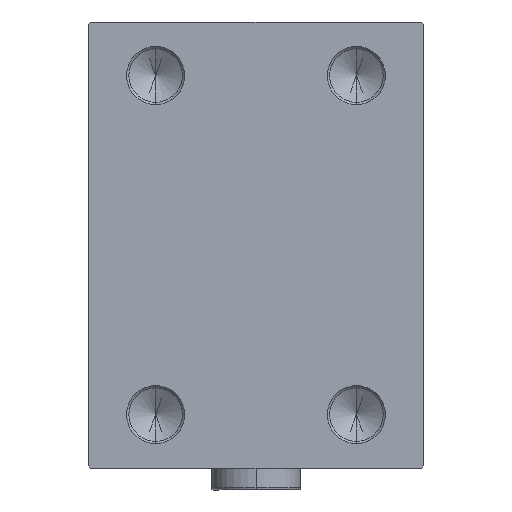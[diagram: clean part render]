
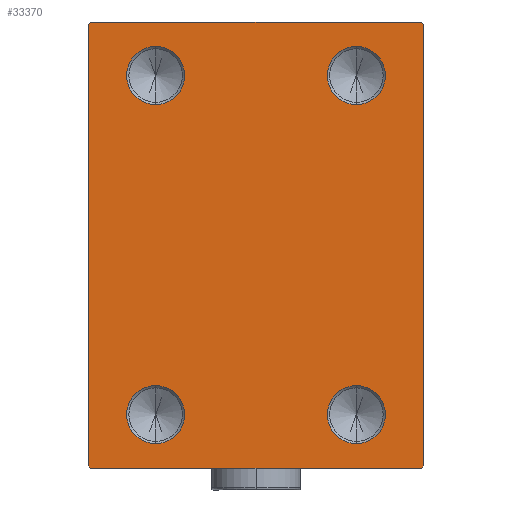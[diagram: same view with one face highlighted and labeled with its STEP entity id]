
A CAD part, left-side view. The second image highlights one B-rep face of the part: STEP entity #33370.
In plain terms, the highlighted face is planar.
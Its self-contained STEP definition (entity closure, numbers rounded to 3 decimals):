
#483 = CARTESIAN_POINT ( 'NONE',  ( 98., -37.5, 49.5 ) ) ;
#957 = AXIS2_PLACEMENT_3D ( 'NONE', #3909, #39250, #7190 ) ;
#1244 = CARTESIAN_POINT ( 'NONE',  ( 98., 22.5, -31.5 ) ) ;
#1281 = CARTESIAN_POINT ( 'NONE',  ( 98., 43.5, -43.5 ) ) ;
#1660 = DIRECTION ( 'NONE',  ( 1., 0., 0. ) ) ;
#2168 = ORIENTED_EDGE ( 'NONE', *, *, #41314, .F. ) ;
#2805 = ORIENTED_EDGE ( 'NONE', *, *, #42870, .T. ) ;
#2878 = LINE ( 'NONE', #45457, #17787 ) ;
#2889 = CARTESIAN_POINT ( 'NONE',  ( 98., 37.5, -49.5 ) ) ;
#3909 = CARTESIAN_POINT ( 'NONE',  ( 98., 22.5, 38. ) ) ;
#4442 = AXIS2_PLACEMENT_3D ( 'NONE', #36469, #32501, #25932 ) ;
#4781 = ORIENTED_EDGE ( 'NONE', *, *, #44402, .T. ) ;
#4861 = FACE_BOUND ( 'NONE', #35694, .T. ) ;
#5086 = EDGE_CURVE ( 'NONE', #15630, #29400, #26096, .T. ) ;
#5110 = DIRECTION ( 'NONE',  ( 0., 0.707, -0.707 ) ) ;
#5631 = DIRECTION ( 'NONE',  ( 1., 0., 0. ) ) ;
#6234 = VECTOR ( 'NONE', #35518, 1000. ) ;
#6258 = CARTESIAN_POINT ( 'NONE',  ( 98., -37.5, -49.5 ) ) ;
#7022 = CIRCLE ( 'NONE', #18962, 6.5 ) ;
#7083 = VECTOR ( 'NONE', #37488, 1000. ) ;
#7190 = DIRECTION ( 'NONE',  ( 0., 0., -1. ) ) ;
#7297 = DIRECTION ( 'NONE',  ( 0., 0., -1. ) ) ;
#8091 = ORIENTED_EDGE ( 'NONE', *, *, #28576, .T. ) ;
#8152 = CARTESIAN_POINT ( 'NONE',  ( 98., -22.5, -31.5 ) ) ;
#8285 = DIRECTION ( 'NONE',  ( 0., 1., 0. ) ) ;
#8562 = AXIS2_PLACEMENT_3D ( 'NONE', #19887, #5631, #30427 ) ;
#8671 = CARTESIAN_POINT ( 'NONE',  ( 98., -22.5, 31.5 ) ) ;
#8938 = CARTESIAN_POINT ( 'NONE',  ( 98., -37.5, 50. ) ) ;
#9034 = VERTEX_POINT ( 'NONE', #2889 ) ;
#9038 = EDGE_CURVE ( 'NONE', #9034, #14263, #31431, .T. ) ;
#10688 = AXIS2_PLACEMENT_3D ( 'NONE', #23633, #34409, #24323 ) ;
#10780 = DIRECTION ( 'NONE',  ( 1., 0., 0. ) ) ;
#11034 = VERTEX_POINT ( 'NONE', #8152 ) ;
#11206 = VERTEX_POINT ( 'NONE', #1244 ) ;
#11335 = LINE ( 'NONE', #18345, #39730 ) ;
#11635 = EDGE_CURVE ( 'NONE', #23306, #11206, #7022, .T. ) ;
#11872 = FACE_BOUND ( 'NONE', #13760, .T. ) ;
#12176 = CARTESIAN_POINT ( 'NONE',  ( 98., -22.5, 38. ) ) ;
#12622 = VECTOR ( 'NONE', #41054, 1000. ) ;
#12783 = EDGE_CURVE ( 'NONE', #11034, #42110, #42947, .T. ) ;
#13760 = EDGE_LOOP ( 'NONE', ( #43177, #27480 ) ) ;
#14193 = EDGE_LOOP ( 'NONE', ( #32855, #15942 ) ) ;
#14263 = VERTEX_POINT ( 'NONE', #26643 ) ;
#14309 = CARTESIAN_POINT ( 'NONE',  ( 98., 22.5, -38. ) ) ;
#15268 = ORIENTED_EDGE ( 'NONE', *, *, #5086, .F. ) ;
#15556 = DIRECTION ( 'NONE',  ( 0., 0.707, 0.707 ) ) ;
#15568 = EDGE_CURVE ( 'NONE', #11206, #23306, #16825, .T. ) ;
#15615 = FACE_OUTER_BOUND ( 'NONE', #23556, .T. ) ;
#15630 = VERTEX_POINT ( 'NONE', #8671 ) ;
#15942 = ORIENTED_EDGE ( 'NONE', *, *, #34881, .F. ) ;
#15985 = EDGE_CURVE ( 'NONE', #27239, #43900, #32959, .T. ) ;
#16362 = CARTESIAN_POINT ( 'NONE',  ( 98., 22.5, 31.5 ) ) ;
#16825 = CIRCLE ( 'NONE', #44510, 6.5 ) ;
#17787 = VECTOR ( 'NONE', #38672, 1000. ) ;
#17855 = VECTOR ( 'NONE', #15556, 1000. ) ;
#17970 = ORIENTED_EDGE ( 'NONE', *, *, #27786, .T. ) ;
#18345 = CARTESIAN_POINT ( 'NONE',  ( 98., -37.5, -50. ) ) ;
#18741 = EDGE_LOOP ( 'NONE', ( #41087, #2168 ) ) ;
#18962 = AXIS2_PLACEMENT_3D ( 'NONE', #30430, #1660, #26924 ) ;
#19388 = CIRCLE ( 'NONE', #39591, 6.5 ) ;
#19887 = CARTESIAN_POINT ( 'NONE',  ( 98., -22.5, -38. ) ) ;
#21522 = CARTESIAN_POINT ( 'NONE',  ( 98., -37., -50. ) ) ;
#21612 = DIRECTION ( 'NONE',  ( 0., 0., -1. ) ) ;
#21704 = PLANE ( 'NONE',  #34307 ) ;
#21900 = CARTESIAN_POINT ( 'NONE',  ( 98., -22.5, 44.5 ) ) ;
#21926 = CARTESIAN_POINT ( 'NONE',  ( 98., 0., 0. ) ) ;
#22389 = DIRECTION ( 'NONE',  ( 1., 0., 0. ) ) ;
#23224 = VERTEX_POINT ( 'NONE', #16362 ) ;
#23306 = VERTEX_POINT ( 'NONE', #42085 ) ;
#23556 = EDGE_LOOP ( 'NONE', ( #8091, #17970, #4781, #26505, #27029, #46010, #30037, #2805 ) ) ;
#23633 = CARTESIAN_POINT ( 'NONE',  ( 98., 22.5, 38. ) ) ;
#23837 = VERTEX_POINT ( 'NONE', #45658 ) ;
#24323 = DIRECTION ( 'NONE',  ( 0., 0., -1. ) ) ;
#24601 = CIRCLE ( 'NONE', #4442, 6.5 ) ;
#25841 = VERTEX_POINT ( 'NONE', #25939 ) ;
#25932 = DIRECTION ( 'NONE',  ( 0., 0., -1. ) ) ;
#25937 = CARTESIAN_POINT ( 'NONE',  ( 98., -43.5, -43.5 ) ) ;
#25939 = CARTESIAN_POINT ( 'NONE',  ( 98., 37., 50. ) ) ;
#26096 = CIRCLE ( 'NONE', #30575, 6.5 ) ;
#26391 = VECTOR ( 'NONE', #41058, 1000. ) ;
#26505 = ORIENTED_EDGE ( 'NONE', *, *, #15985, .T. ) ;
#26643 = CARTESIAN_POINT ( 'NONE',  ( 98., 37.5, 49.5 ) ) ;
#26924 = DIRECTION ( 'NONE',  ( 0., 0., -1. ) ) ;
#27029 = ORIENTED_EDGE ( 'NONE', *, *, #36426, .T. ) ;
#27239 = VERTEX_POINT ( 'NONE', #6258 ) ;
#27480 = ORIENTED_EDGE ( 'NONE', *, *, #11635, .F. ) ;
#27786 = EDGE_CURVE ( 'NONE', #34608, #44660, #2878, .T. ) ;
#28257 = CARTESIAN_POINT ( 'NONE',  ( 98., 43.5, 43.5 ) ) ;
#28557 = CARTESIAN_POINT ( 'NONE',  ( 98., -22.5, 38. ) ) ;
#28576 = EDGE_CURVE ( 'NONE', #25841, #34608, #29819, .T. ) ;
#28963 = FACE_BOUND ( 'NONE', #14193, .T. ) ;
#29400 = VERTEX_POINT ( 'NONE', #21900 ) ;
#29423 = FACE_BOUND ( 'NONE', #18741, .T. ) ;
#29728 = DIRECTION ( 'NONE',  ( 1., 0., 0. ) ) ;
#29819 = LINE ( 'NONE', #44104, #12622 ) ;
#30037 = ORIENTED_EDGE ( 'NONE', *, *, #9038, .T. ) ;
#30427 = DIRECTION ( 'NONE',  ( 0., 0., -1. ) ) ;
#30430 = CARTESIAN_POINT ( 'NONE',  ( 98., 22.5, -38. ) ) ;
#30575 = AXIS2_PLACEMENT_3D ( 'NONE', #28557, #10780, #39335 ) ;
#31016 = CARTESIAN_POINT ( 'NONE',  ( 98., 22.5, 44.5 ) ) ;
#31431 = LINE ( 'NONE', #37769, #26391 ) ;
#31524 = LINE ( 'NONE', #28257, #6234 ) ;
#32501 = DIRECTION ( 'NONE',  ( 1., 0., 0. ) ) ;
#32855 = ORIENTED_EDGE ( 'NONE', *, *, #12783, .F. ) ;
#32959 = LINE ( 'NONE', #25937, #37757 ) ;
#33370 = ADVANCED_FACE ( 'NONE', ( #29423, #4861, #28963, #11872, #15615 ), #21704, .T. ) ;
#33780 = EDGE_CURVE ( 'NONE', #23837, #9034, #44116, .T. ) ;
#34307 = AXIS2_PLACEMENT_3D ( 'NONE', #21926, #22389, #43248 ) ;
#34409 = DIRECTION ( 'NONE',  ( 1., 0., 0. ) ) ;
#34597 = EDGE_CURVE ( 'NONE', #29400, #15630, #19388, .T. ) ;
#34608 = VERTEX_POINT ( 'NONE', #40731 ) ;
#34881 = EDGE_CURVE ( 'NONE', #42110, #11034, #24601, .T. ) ;
#35518 = DIRECTION ( 'NONE',  ( 0., -0.707, 0.707 ) ) ;
#35694 = EDGE_LOOP ( 'NONE', ( #36599, #15268 ) ) ;
#36426 = EDGE_CURVE ( 'NONE', #43900, #23837, #11335, .T. ) ;
#36469 = CARTESIAN_POINT ( 'NONE',  ( 98., -22.5, -38. ) ) ;
#36599 = ORIENTED_EDGE ( 'NONE', *, *, #34597, .F. ) ;
#37026 = LINE ( 'NONE', #8938, #7083 ) ;
#37488 = DIRECTION ( 'NONE',  ( 0., 0., -1. ) ) ;
#37757 = VECTOR ( 'NONE', #5110, 1000. ) ;
#37769 = CARTESIAN_POINT ( 'NONE',  ( 98., 37.5, -50. ) ) ;
#38301 = CIRCLE ( 'NONE', #957, 6.5 ) ;
#38672 = DIRECTION ( 'NONE',  ( 0., -0.707, -0.707 ) ) ;
#39250 = DIRECTION ( 'NONE',  ( 1., 0., 0. ) ) ;
#39335 = DIRECTION ( 'NONE',  ( 0., 0., -1. ) ) ;
#39591 = AXIS2_PLACEMENT_3D ( 'NONE', #12176, #29728, #21612 ) ;
#39668 = EDGE_CURVE ( 'NONE', #43010, #23224, #38301, .T. ) ;
#39730 = VECTOR ( 'NONE', #8285, 1000. ) ;
#40731 = CARTESIAN_POINT ( 'NONE',  ( 98., -37., 50. ) ) ;
#41054 = DIRECTION ( 'NONE',  ( 0., -1., 0. ) ) ;
#41058 = DIRECTION ( 'NONE',  ( 0., 0., 1. ) ) ;
#41087 = ORIENTED_EDGE ( 'NONE', *, *, #39668, .F. ) ;
#41314 = EDGE_CURVE ( 'NONE', #23224, #43010, #42072, .T. ) ;
#42072 = CIRCLE ( 'NONE', #10688, 6.5 ) ;
#42085 = CARTESIAN_POINT ( 'NONE',  ( 98., 22.5, -44.5 ) ) ;
#42110 = VERTEX_POINT ( 'NONE', #45629 ) ;
#42870 = EDGE_CURVE ( 'NONE', #14263, #25841, #31524, .T. ) ;
#42872 = DIRECTION ( 'NONE',  ( 1., 0., 0. ) ) ;
#42947 = CIRCLE ( 'NONE', #8562, 6.5 ) ;
#43010 = VERTEX_POINT ( 'NONE', #31016 ) ;
#43177 = ORIENTED_EDGE ( 'NONE', *, *, #15568, .F. ) ;
#43248 = DIRECTION ( 'NONE',  ( 0., 0., -1. ) ) ;
#43900 = VERTEX_POINT ( 'NONE', #21522 ) ;
#44104 = CARTESIAN_POINT ( 'NONE',  ( 98., 37.5, 50. ) ) ;
#44116 = LINE ( 'NONE', #1281, #17855 ) ;
#44402 = EDGE_CURVE ( 'NONE', #44660, #27239, #37026, .T. ) ;
#44510 = AXIS2_PLACEMENT_3D ( 'NONE', #14309, #42872, #7297 ) ;
#44660 = VERTEX_POINT ( 'NONE', #483 ) ;
#45457 = CARTESIAN_POINT ( 'NONE',  ( 98., -43.5, 43.5 ) ) ;
#45629 = CARTESIAN_POINT ( 'NONE',  ( 98., -22.5, -44.5 ) ) ;
#45658 = CARTESIAN_POINT ( 'NONE',  ( 98., 37., -50. ) ) ;
#46010 = ORIENTED_EDGE ( 'NONE', *, *, #33780, .T. ) ;
